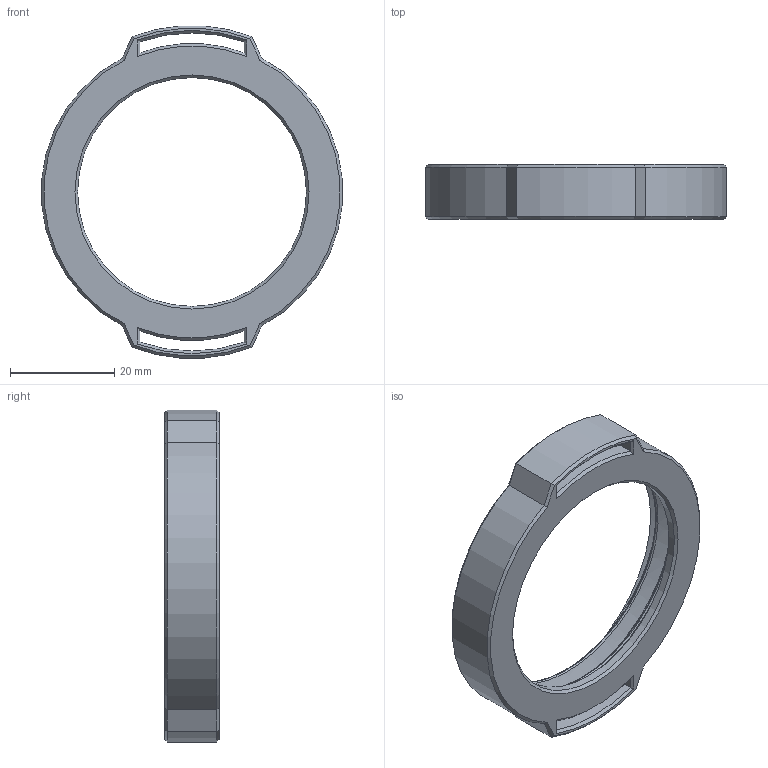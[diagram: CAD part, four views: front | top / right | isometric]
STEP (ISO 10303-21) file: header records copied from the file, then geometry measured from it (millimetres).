
FILE_DESCRIPTION(/* description */ (''),/* implementation_level */ '2;1');
FILE_NAME(/* name */ 'core core mount fastener.stp',/* time_stamp */ '2020-09-14T12:49:24-04:00',/* author */ ('user'),/* organization */ (''),/* preprocessor_version */ 'ST-DEVELOPER v18',/* originating_system */ 'Autodesk Inventor 2020',/* authorisation */ '');
FILE_SCHEMA (('AUTOMOTIVE_DESIGN { 1 0 10303 214 3 1 1 }'));
Length unit declared in the file: millimetre
Products named in the file (1): core core mount fastener
Bounding box: 57.8 x 10.5 x 63.83 mm (x, y, z)
Volume: 7971 mm3; surface area: 7970.9 mm2
Topology: 1 solids, 1 shells, 54 faces, 128 edges, 77 vertices
Faces by surface type: plane 23, cone 13, cylinder 12, bspline 6
Full cylindrical faces by diameter (mm): 44 x1, 48.068 x1
Entity records: 3520 total; most frequent: CARTESIAN_POINT 2314, ORIENTED_EDGE 256, DIRECTION 212, EDGE_CURVE 128, AXIS2_PLACEMENT_3D 82, VERTEX_POINT 77, EDGE_LOOP 61, FACE_OUTER_BOUND 54
